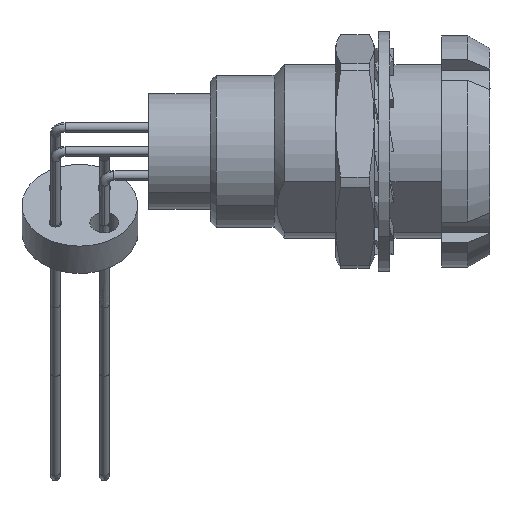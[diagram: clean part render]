
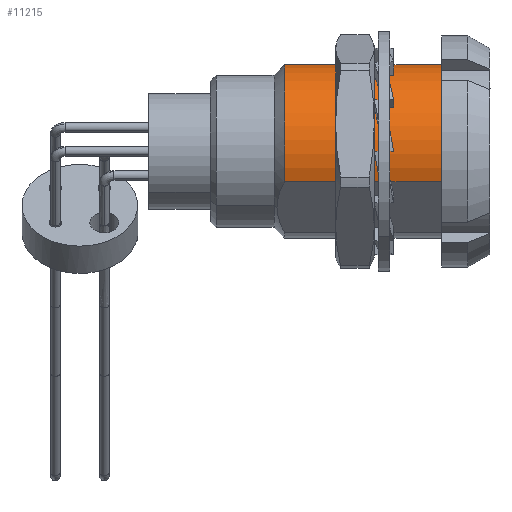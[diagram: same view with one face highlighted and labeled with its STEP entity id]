
A CAD part, top view. The second image highlights one B-rep face of the part: STEP entity #11215.
In plain terms, the highlighted cylindrical face has radius 4.5 mm (diameter 9 mm), a partial arc.
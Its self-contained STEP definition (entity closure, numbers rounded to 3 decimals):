
#10984=CARTESIAN_POINT('',(10.62,13.415,19.211));
#10985=VERTEX_POINT('',#10984);
#10999=CARTESIAN_POINT('',(10.62,19.213,13.412));
#11000=VERTEX_POINT('',#10999);
#11001=CARTESIAN_POINT('',(10.62,15.002,15.0));
#11002=DIRECTION('',(1.0,0.,0.));
#11003=DIRECTION('',(0.,0.707,-0.707));
#11004=AXIS2_PLACEMENT_3D('',#11001,#11002,#11003);
#11005=CIRCLE('',#11004,4.5);
#11006=EDGE_CURVE('',#11000,#10985,#11005,.T.);
#11059=CARTESIAN_POINT('',(20.87,13.415,19.211));
#11060=VERTEX_POINT('',#11059);
#11076=CARTESIAN_POINT('',(10.62,13.415,19.211));
#11077=DIRECTION('',(1.0,0.0,0.0));
#11078=VECTOR('',#11077,10.25);
#11079=LINE('',#11076,#11078);
#11080=EDGE_CURVE('',#10985,#11060,#11079,.T.);
#11138=CARTESIAN_POINT('',(20.87,19.213,13.412));
#11139=VERTEX_POINT('',#11138);
#11140=CARTESIAN_POINT('',(20.87,19.213,13.412));
#11141=DIRECTION('',(-1.0,0.0,0.0));
#11142=VECTOR('',#11141,10.25);
#11143=LINE('',#11140,#11142);
#11144=EDGE_CURVE('',#11139,#11000,#11143,.T.);
#11198=CARTESIAN_POINT('',(10.108,15.002,15.0));
#11199=DIRECTION('',(1.0,0.,0.));
#11200=DIRECTION('',(0.,0.707,-0.707));
#11201=AXIS2_PLACEMENT_3D('',#11198,#11199,#11200);
#11202=CYLINDRICAL_SURFACE('',#11201,4.5);
#11203=ORIENTED_EDGE('',*,*,#11080,.T.);
#11204=CARTESIAN_POINT('',(20.87,15.002,15.));
#11205=DIRECTION('',(1.0,0.,0.));
#11206=DIRECTION('',(0.,0.707,-0.707));
#11207=AXIS2_PLACEMENT_3D('',#11204,#11205,#11206);
#11208=CIRCLE('',#11207,4.5);
#11209=EDGE_CURVE('',#11139,#11060,#11208,.T.);
#11210=ORIENTED_EDGE('',*,*,#11209,.F.);
#11211=ORIENTED_EDGE('',*,*,#11144,.T.);
#11212=ORIENTED_EDGE('',*,*,#11006,.T.);
#11213=EDGE_LOOP('',(#11203,#11210,#11211,#11212));
#11214=FACE_OUTER_BOUND('',#11213,.T.);
#11215=ADVANCED_FACE('',(#11214),#11202,.T.);
